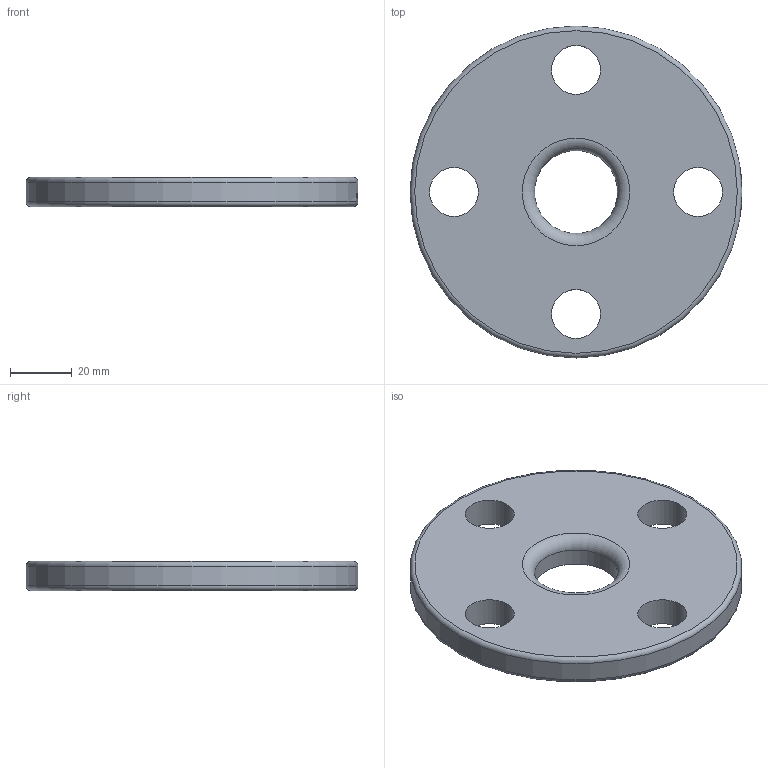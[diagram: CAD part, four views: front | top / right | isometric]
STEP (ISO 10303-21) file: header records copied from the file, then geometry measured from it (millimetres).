
FILE_DESCRIPTION(/* description */ (''),/* implementation_level */ '2;1');
FILE_NAME(/* name */ '38SL-1.stp',/* time_stamp */ '2018-11-20T09:22:31-05:00',/* author */ ('ken'),/* organization */ (''),/* preprocessor_version */ 'ST-DEVELOPER v15.2',/* originating_system */ 'Autodesk Inventor 2014',/* authorisation */ '');
FILE_SCHEMA (('AUTOMOTIVE_DESIGN { 1 0 10303 214 3 1 1 }'));
Length unit declared in the file: inch
Products named in the file (1): 38SL-1
Bounding box: 107.95 x 107.95 x 9.53 mm (x, y, z)
Volume: 73540.1 mm3; surface area: 20945.9 mm2
Topology: 1 solids, 1 shells, 334 faces, 900 edges, 599 vertices
Faces by surface type: bspline 174, plane 120, cylinder 37, torus 3
Full cylindrical faces by diameter (mm): 15.875 x4, 27 x1, 107.95 x1
Entity records: 13966 total; most frequent: CARTESIAN_POINT 6599, ORIENTED_EDGE 1782, DIRECTION 1006, EDGE_CURVE 891, VERTEX_POINT 599, LINE 402, VECTOR 402, EDGE_LOOP 384
